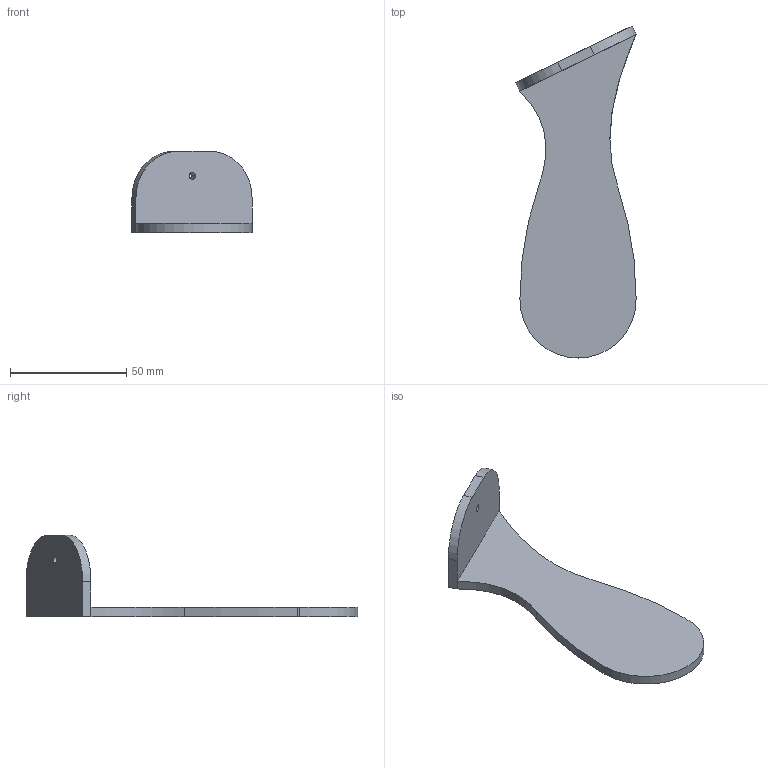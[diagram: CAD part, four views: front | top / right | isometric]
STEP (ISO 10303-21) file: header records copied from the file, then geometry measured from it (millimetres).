
FILE_DESCRIPTION(/* description */ (''),/* implementation_level */ '2;1');
FILE_NAME(/* name */ 'seal wall holder v1.stp',/* time_stamp */ '2025-09-12T00:14:13+02:00',/* author */ (''),/* organization */ (''),/* preprocessor_version */ 'ST-DEVELOPER v20.1',/* originating_system */ 'Autodesk Translation Framework v14.10.0.0',/* authorisation */ '');
FILE_SCHEMA (('AUTOMOTIVE_DESIGN { 1 0 10303 214 3 1 1 }'));
Length unit declared in the file: millimetre
Products named in the file (1): seal wall holder
Bounding box: 51.75 x 142.98 x 35 mm (x, y, z)
Volume: 26888.6 mm3; surface area: 15077 mm2
Topology: 1 solids, 1 shells, 17 faces, 43 edges, 28 vertices
Faces by surface type: plane 9, cylinder 4, bspline 4
Full cylindrical faces by diameter (mm): 3 x1
Entity records: 664 total; most frequent: CARTESIAN_POINT 249, ORIENTED_EDGE 86, DIRECTION 67, EDGE_CURVE 43, VERTEX_POINT 28, LINE 23, VECTOR 23, AXIS2_PLACEMENT_3D 22
